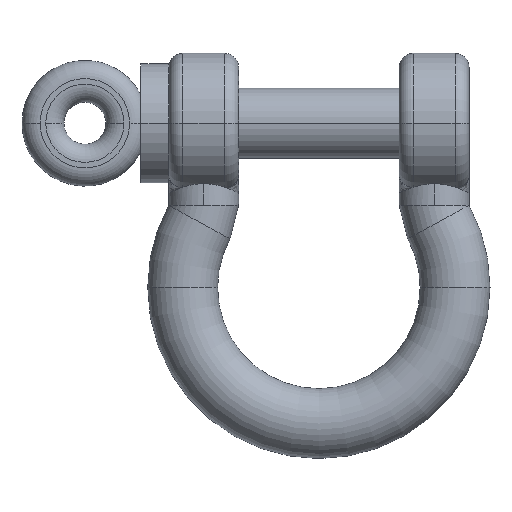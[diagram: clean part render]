
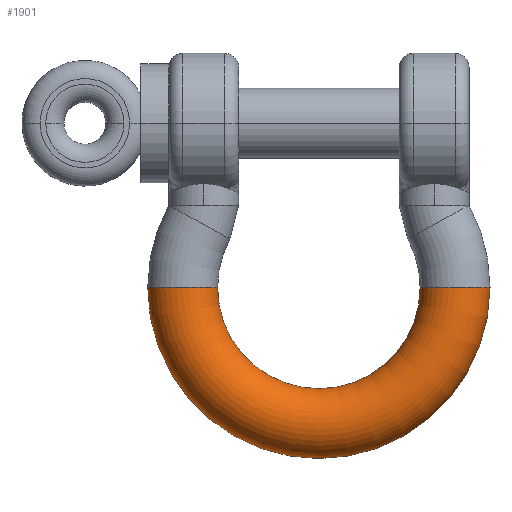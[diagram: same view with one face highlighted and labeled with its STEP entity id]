
A CAD part, top view. The second image highlights one B-rep face of the part: STEP entity #1901.
In plain terms, the highlighted toroidal (fillet/blend) face has major radius 9.75 mm and minor radius 2.5 mm.
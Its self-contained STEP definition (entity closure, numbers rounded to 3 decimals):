
#235 = CARTESIAN_POINT ( 'NONE',  ( 12.25, -11.75, 0. ) ) ;
#244 = CARTESIAN_POINT ( 'NONE',  ( -12.25, -11.75, 0. ) ) ;
#251 = CARTESIAN_POINT ( 'NONE',  ( 7.25, -11.75, 0. ) ) ;
#285 = CARTESIAN_POINT ( 'NONE',  ( -7.25, -11.75, 0. ) ) ;
#454 = CARTESIAN_POINT ( 'NONE',  ( 0., -11.75, 0. ) ) ;
#455 = DIRECTION ( 'NONE',  ( 0., 0., 1. ) ) ;
#456 = DIRECTION ( 'NONE',  ( 1., 0., 0. ) ) ;
#490 = CARTESIAN_POINT ( 'NONE',  ( 0., -11.75, 0. ) ) ;
#491 = DIRECTION ( 'NONE',  ( 0., 0., 1. ) ) ;
#492 = DIRECTION ( 'NONE',  ( 1., 0., 0. ) ) ;
#568 = CARTESIAN_POINT ( 'NONE',  ( 9.75, -11.75, 0. ) ) ;
#569 = DIRECTION ( 'NONE',  ( 0., -1., 0. ) ) ;
#570 = DIRECTION ( 'NONE',  ( 0., 0., -1. ) ) ;
#586 = CARTESIAN_POINT ( 'NONE',  ( 0., -11.75, 0. ) ) ;
#587 = DIRECTION ( 'NONE',  ( 0., 0., 1. ) ) ;
#588 = DIRECTION ( 'NONE',  ( 1., 0., 0. ) ) ;
#592 = CARTESIAN_POINT ( 'NONE',  ( -9.75, -11.75, 0. ) ) ;
#1077 = ORIENTED_EDGE ( 'NONE', *, *, #1889, .F. ) ;
#1235 = FACE_OUTER_BOUND ( 'NONE', #2365, .T. ) ;
#1244 = AXIS2_PLACEMENT_3D ( 'NONE', #454, #455, #456 ) ;
#1279 = AXIS2_PLACEMENT_3D ( 'NONE', #490, #491, #492 ) ;
#1304 = AXIS2_PLACEMENT_3D ( 'NONE', #568, #569, #570 ) ;
#1312 = AXIS2_PLACEMENT_3D ( 'NONE', #586, #587, #588 ) ;
#1316 = AXIS2_PLACEMENT_3D ( 'NONE', #592, #2088, #2089 ) ;
#1720 = CIRCLE ( 'NONE', #1316, 2.5 ) ;
#1722 = CIRCLE ( 'NONE', #1312, 12.25 ) ;
#1728 = CIRCLE ( 'NONE', #1304, 2.5 ) ;
#1746 = TOROIDAL_SURFACE ( 'NONE', #1279, 9.75, 2.5 ) ;
#1753 = CIRCLE ( 'NONE', #1244, 7.25 ) ;
#1889 = EDGE_CURVE ( 'NONE', #2436, #2402, #1753, .T. ) ;
#1901 = ADVANCED_FACE ( 'NONE', ( #1235 ), #1746, .T. ) ;
#1927 = EDGE_CURVE ( 'NONE', #2386, #2402, #1728, .T. ) ;
#1933 = EDGE_CURVE ( 'NONE', #2395, #2386, #1722, .T. ) ;
#1935 = EDGE_CURVE ( 'NONE', #2395, #2436, #1720, .T. ) ;
#2088 = DIRECTION ( 'NONE',  ( 0., 1., 0. ) ) ;
#2089 = DIRECTION ( 'NONE',  ( -1., 0., 0. ) ) ;
#2335 = ORIENTED_EDGE ( 'NONE', *, *, #1927, .T. ) ;
#2336 = ORIENTED_EDGE ( 'NONE', *, *, #1933, .T. ) ;
#2338 = ORIENTED_EDGE ( 'NONE', *, *, #1935, .F. ) ;
#2365 = EDGE_LOOP ( 'NONE', ( #2338, #2336, #2335, #1077 ) ) ;
#2386 = VERTEX_POINT ( 'NONE', #235 ) ;
#2395 = VERTEX_POINT ( 'NONE', #244 ) ;
#2402 = VERTEX_POINT ( 'NONE', #251 ) ;
#2436 = VERTEX_POINT ( 'NONE', #285 ) ;
